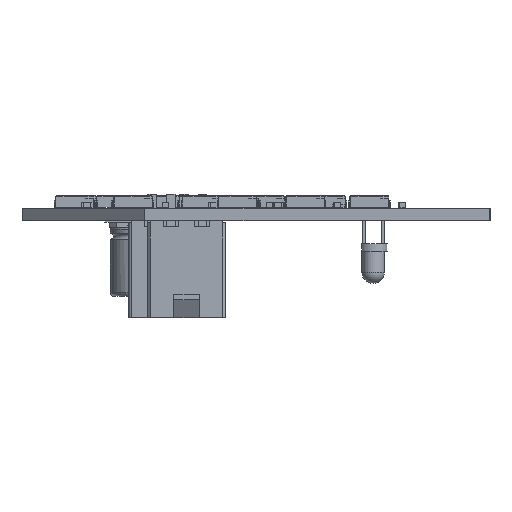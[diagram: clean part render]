
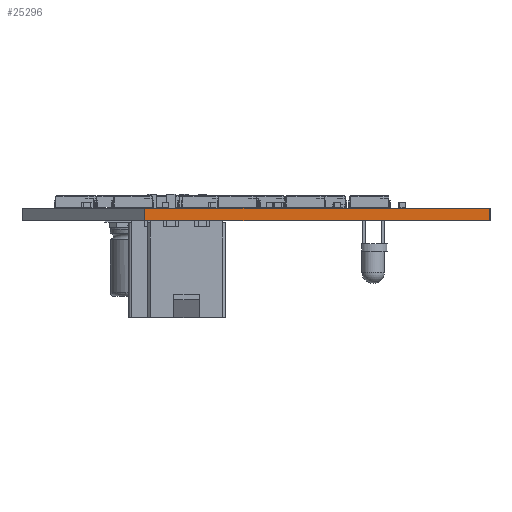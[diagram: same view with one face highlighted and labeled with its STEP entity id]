
A CAD part, front view. The second image highlights one B-rep face of the part: STEP entity #25296.
In plain terms, the highlighted planar face has unit normal (0.004, -1, 0).
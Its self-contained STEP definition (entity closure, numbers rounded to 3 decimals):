
#23503 = PLANE('',#23504);
#23504 = AXIS2_PLACEMENT_3D('',#23505,#23506,#23507);
#23505 = CARTESIAN_POINT('',(30.937,-43.612,0.));
#23506 = DIRECTION('',(0.,1.,0.));
#23507 = DIRECTION('',(1.,0.,0.));
#23531 = PLANE('',#23532);
#23532 = AXIS2_PLACEMENT_3D('',#23533,#23534,#23535);
#23533 = CARTESIAN_POINT('',(1.206,-1.966,1.6));
#23534 = DIRECTION('',(0.,0.,1.));
#23535 = DIRECTION('',(1.,0.,0.));
#23585 = PLANE('',#23586);
#23586 = AXIS2_PLACEMENT_3D('',#23587,#23588,#23589);
#23587 = CARTESIAN_POINT('',(1.206,-1.966,0.));
#23588 = DIRECTION('',(0.,0.,1.));
#23589 = DIRECTION('',(1.,0.,0.));
#23600 = EDGE_CURVE('',#23601,#23603,#23605,.T.);
#23601 = VERTEX_POINT('',#23602);
#23602 = CARTESIAN_POINT('',(30.937,-43.612,0.));
#23603 = VERTEX_POINT('',#23604);
#23604 = CARTESIAN_POINT('',(30.937,-43.612,1.6));
#23605 = SURFACE_CURVE('',#23606,(#23610,#23617),.PCURVE_S1.);
#23606 = LINE('',#23607,#23608);
#23607 = CARTESIAN_POINT('',(30.937,-43.612,0.));
#23608 = VECTOR('',#23609,1.);
#23609 = DIRECTION('',(0.,0.,1.));
#23610 = PCURVE('',#23503,#23611);
#23611 = DEFINITIONAL_REPRESENTATION('',(#23612),#23616);
#23612 = LINE('',#23613,#23614);
#23613 = CARTESIAN_POINT('',(0.,0.));
#23614 = VECTOR('',#23615,1.);
#23615 = DIRECTION('',(0.,-1.));
#23616 = ( GEOMETRIC_REPRESENTATION_CONTEXT(2) 
PARAMETRIC_REPRESENTATION_CONTEXT() REPRESENTATION_CONTEXT('2D SPACE',''
  ) );
#23617 = PCURVE('',#23618,#23623);
#23618 = PLANE('',#23619);
#23619 = AXIS2_PLACEMENT_3D('',#23620,#23621,#23622);
#23620 = CARTESIAN_POINT('',(-14.732,-43.815,0.));
#23621 = DIRECTION('',(-0.004,1.,0.));
#23622 = DIRECTION('',(1.,0.004,0.));
#23623 = DEFINITIONAL_REPRESENTATION('',(#23624),#23628);
#23624 = LINE('',#23625,#23626);
#23625 = CARTESIAN_POINT('',(45.67,0.));
#23626 = VECTOR('',#23627,1.);
#23627 = DIRECTION('',(0.,-1.));
#23628 = ( GEOMETRIC_REPRESENTATION_CONTEXT(2) 
PARAMETRIC_REPRESENTATION_CONTEXT() REPRESENTATION_CONTEXT('2D SPACE',''
  ) );
#23834 = VERTEX_POINT('',#23835);
#23835 = CARTESIAN_POINT('',(-14.732,-43.815,0.));
#23849 = PLANE('',#23850);
#23850 = AXIS2_PLACEMENT_3D('',#23851,#23852,#23853);
#23851 = CARTESIAN_POINT('',(-30.988,-27.559,0.));
#23852 = DIRECTION('',(0.707,0.707,0.));
#23853 = DIRECTION('',(0.707,-0.707,0.));
#23861 = EDGE_CURVE('',#23834,#23601,#23862,.T.);
#23862 = SURFACE_CURVE('',#23863,(#23867,#23874),.PCURVE_S1.);
#23863 = LINE('',#23864,#23865);
#23864 = CARTESIAN_POINT('',(-14.732,-43.815,0.));
#23865 = VECTOR('',#23866,1.);
#23866 = DIRECTION('',(1.,0.004,0.));
#23867 = PCURVE('',#23585,#23868);
#23868 = DEFINITIONAL_REPRESENTATION('',(#23869),#23873);
#23869 = LINE('',#23870,#23871);
#23870 = CARTESIAN_POINT('',(-15.938,-41.849));
#23871 = VECTOR('',#23872,1.);
#23872 = DIRECTION('',(1.,0.004));
#23873 = ( GEOMETRIC_REPRESENTATION_CONTEXT(2) 
PARAMETRIC_REPRESENTATION_CONTEXT() REPRESENTATION_CONTEXT('2D SPACE',''
  ) );
#23874 = PCURVE('',#23618,#23875);
#23875 = DEFINITIONAL_REPRESENTATION('',(#23876),#23880);
#23876 = LINE('',#23877,#23878);
#23877 = CARTESIAN_POINT('',(0.,0.));
#23878 = VECTOR('',#23879,1.);
#23879 = DIRECTION('',(1.,0.));
#23880 = ( GEOMETRIC_REPRESENTATION_CONTEXT(2) 
PARAMETRIC_REPRESENTATION_CONTEXT() REPRESENTATION_CONTEXT('2D SPACE',''
  ) );
#24663 = VERTEX_POINT('',#24664);
#24664 = CARTESIAN_POINT('',(-14.732,-43.815,1.6));
#24685 = EDGE_CURVE('',#24663,#23603,#24686,.T.);
#24686 = SURFACE_CURVE('',#24687,(#24691,#24698),.PCURVE_S1.);
#24687 = LINE('',#24688,#24689);
#24688 = CARTESIAN_POINT('',(-14.732,-43.815,1.6));
#24689 = VECTOR('',#24690,1.);
#24690 = DIRECTION('',(1.,0.004,0.));
#24691 = PCURVE('',#23531,#24692);
#24692 = DEFINITIONAL_REPRESENTATION('',(#24693),#24697);
#24693 = LINE('',#24694,#24695);
#24694 = CARTESIAN_POINT('',(-15.938,-41.849));
#24695 = VECTOR('',#24696,1.);
#24696 = DIRECTION('',(1.,0.004));
#24697 = ( GEOMETRIC_REPRESENTATION_CONTEXT(2) 
PARAMETRIC_REPRESENTATION_CONTEXT() REPRESENTATION_CONTEXT('2D SPACE',''
  ) );
#24698 = PCURVE('',#23618,#24699);
#24699 = DEFINITIONAL_REPRESENTATION('',(#24700),#24704);
#24700 = LINE('',#24701,#24702);
#24701 = CARTESIAN_POINT('',(0.,-1.6));
#24702 = VECTOR('',#24703,1.);
#24703 = DIRECTION('',(1.,0.));
#24704 = ( GEOMETRIC_REPRESENTATION_CONTEXT(2) 
PARAMETRIC_REPRESENTATION_CONTEXT() REPRESENTATION_CONTEXT('2D SPACE',''
  ) );
#25296 = ADVANCED_FACE('',(#25297),#23618,.F.);
#25297 = FACE_BOUND('',#25298,.F.);
#25298 = EDGE_LOOP('',(#25299,#25320,#25321,#25322));
#25299 = ORIENTED_EDGE('',*,*,#25300,.T.);
#25300 = EDGE_CURVE('',#23834,#24663,#25301,.T.);
#25301 = SURFACE_CURVE('',#25302,(#25306,#25313),.PCURVE_S1.);
#25302 = LINE('',#25303,#25304);
#25303 = CARTESIAN_POINT('',(-14.732,-43.815,0.));
#25304 = VECTOR('',#25305,1.);
#25305 = DIRECTION('',(0.,0.,1.));
#25306 = PCURVE('',#23618,#25307);
#25307 = DEFINITIONAL_REPRESENTATION('',(#25308),#25312);
#25308 = LINE('',#25309,#25310);
#25309 = CARTESIAN_POINT('',(0.,0.));
#25310 = VECTOR('',#25311,1.);
#25311 = DIRECTION('',(0.,-1.));
#25312 = ( GEOMETRIC_REPRESENTATION_CONTEXT(2) 
PARAMETRIC_REPRESENTATION_CONTEXT() REPRESENTATION_CONTEXT('2D SPACE',''
  ) );
#25313 = PCURVE('',#23849,#25314);
#25314 = DEFINITIONAL_REPRESENTATION('',(#25315),#25319);
#25315 = LINE('',#25316,#25317);
#25316 = CARTESIAN_POINT('',(22.989,0.));
#25317 = VECTOR('',#25318,1.);
#25318 = DIRECTION('',(0.,-1.));
#25319 = ( GEOMETRIC_REPRESENTATION_CONTEXT(2) 
PARAMETRIC_REPRESENTATION_CONTEXT() REPRESENTATION_CONTEXT('2D SPACE',''
  ) );
#25320 = ORIENTED_EDGE('',*,*,#24685,.T.);
#25321 = ORIENTED_EDGE('',*,*,#23600,.F.);
#25322 = ORIENTED_EDGE('',*,*,#23861,.F.);
